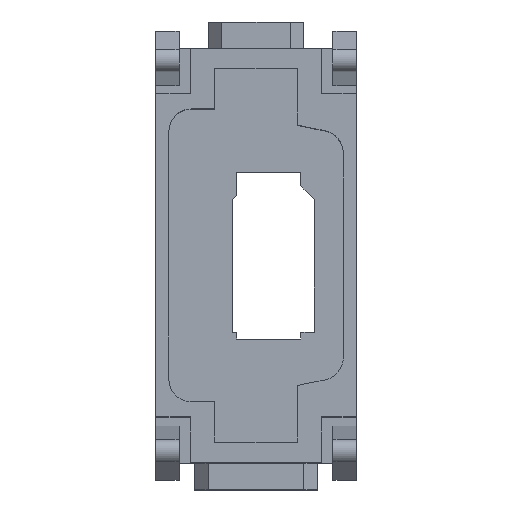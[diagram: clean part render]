
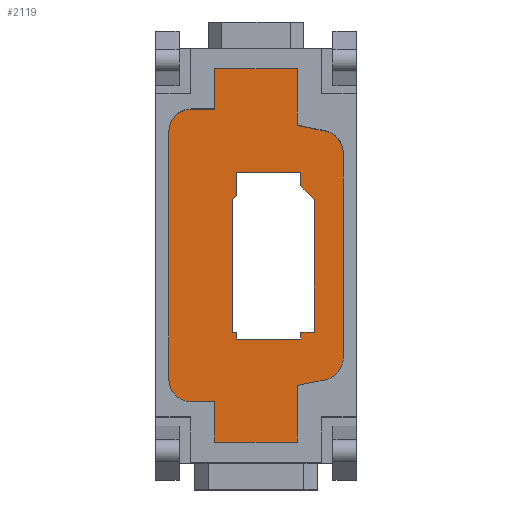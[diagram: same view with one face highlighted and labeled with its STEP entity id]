
A CAD part, top view. The second image highlights one B-rep face of the part: STEP entity #2119.
In plain terms, the highlighted planar face has unit normal (0, 0, 1).
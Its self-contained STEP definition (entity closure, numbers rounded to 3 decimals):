
#2119=ADVANCED_FACE('',(#2649,#2650),#2403,.F.);
#2403=PLANE('',#8434);
#2649=FACE_BOUND('',#2748,.T.);
#2650=FACE_BOUND('',#2749,.T.);
#2748=EDGE_LOOP('',(#3336,#3337,#3338,#3339,#3340,#3341,#3342,#3343,#3344,
#3345,#3346,#3347));
#2749=EDGE_LOOP('',(#3348,#3349,#3350,#3351,#3352,#3353,#3354,#3355,#3356,
#3357,#3358,#3359,#3360,#3361,#3362,#3363));
#3336=ORIENTED_EDGE('',*,*,#5374,.F.);
#3337=ORIENTED_EDGE('',*,*,#5375,.F.);
#3338=ORIENTED_EDGE('',*,*,#5376,.F.);
#3339=ORIENTED_EDGE('',*,*,#5377,.F.);
#3340=ORIENTED_EDGE('',*,*,#5378,.F.);
#3341=ORIENTED_EDGE('',*,*,#5379,.F.);
#3342=ORIENTED_EDGE('',*,*,#5380,.F.);
#3343=ORIENTED_EDGE('',*,*,#5381,.F.);
#3344=ORIENTED_EDGE('',*,*,#5382,.F.);
#3345=ORIENTED_EDGE('',*,*,#5383,.F.);
#3346=ORIENTED_EDGE('',*,*,#5384,.F.);
#3347=ORIENTED_EDGE('',*,*,#5385,.F.);
#3348=ORIENTED_EDGE('',*,*,#5327,.F.);
#3349=ORIENTED_EDGE('',*,*,#5331,.F.);
#3350=ORIENTED_EDGE('',*,*,#5334,.T.);
#3351=ORIENTED_EDGE('',*,*,#5337,.T.);
#3352=ORIENTED_EDGE('',*,*,#5371,.T.);
#3353=ORIENTED_EDGE('',*,*,#5369,.F.);
#3354=ORIENTED_EDGE('',*,*,#5364,.T.);
#3355=ORIENTED_EDGE('',*,*,#5340,.T.);
#3356=ORIENTED_EDGE('',*,*,#5344,.T.);
#3357=ORIENTED_EDGE('',*,*,#5347,.F.);
#3358=ORIENTED_EDGE('',*,*,#5350,.T.);
#3359=ORIENTED_EDGE('',*,*,#5353,.T.);
#3360=ORIENTED_EDGE('',*,*,#5363,.T.);
#3361=ORIENTED_EDGE('',*,*,#5361,.F.);
#3362=ORIENTED_EDGE('',*,*,#5356,.F.);
#3363=ORIENTED_EDGE('',*,*,#5372,.T.);
#4770=VERTEX_POINT('',#10768);
#4772=VERTEX_POINT('',#10771);
#4775=VERTEX_POINT('',#10778);
#4777=VERTEX_POINT('',#10784);
#4778=VERTEX_POINT('',#10789);
#4780=VERTEX_POINT('',#10795);
#4782=VERTEX_POINT('',#10798);
#4784=VERTEX_POINT('',#10804);
#4787=VERTEX_POINT('',#10811);
#4788=VERTEX_POINT('',#10816);
#4790=VERTEX_POINT('',#10822);
#4793=VERTEX_POINT('',#10829);
#4794=VERTEX_POINT('',#10831);
#4796=VERTEX_POINT('',#10837);
#4798=VERTEX_POINT('',#10846);
#4800=VERTEX_POINT('',#10852);
#4802=VERTEX_POINT('',#10864);
#4803=VERTEX_POINT('',#10865);
#4804=VERTEX_POINT('',#10867);
#4805=VERTEX_POINT('',#10869);
#4806=VERTEX_POINT('',#10871);
#4807=VERTEX_POINT('',#10873);
#4808=VERTEX_POINT('',#10875);
#4809=VERTEX_POINT('',#10877);
#4810=VERTEX_POINT('',#10879);
#4811=VERTEX_POINT('',#10881);
#4812=VERTEX_POINT('',#10883);
#4813=VERTEX_POINT('',#10885);
#5327=EDGE_CURVE('',#4770,#4772,#5960,.T.);
#5331=EDGE_CURVE('',#4775,#4770,#6502,.T.);
#5334=EDGE_CURVE('',#4775,#4777,#5962,.T.);
#5337=EDGE_CURVE('',#4777,#4778,#6506,.T.);
#5340=EDGE_CURVE('',#4782,#4780,#6509,.T.);
#5344=EDGE_CURVE('',#4780,#4784,#5964,.T.);
#5347=EDGE_CURVE('',#4787,#4784,#6514,.T.);
#5350=EDGE_CURVE('',#4787,#4788,#5966,.T.);
#5353=EDGE_CURVE('',#4788,#4790,#6518,.T.);
#5356=EDGE_CURVE('',#4793,#4794,#6521,.T.);
#5361=EDGE_CURVE('',#4794,#4796,#6526,.T.);
#5363=EDGE_CURVE('',#4790,#4796,#6528,.T.);
#5364=EDGE_CURVE('',#4798,#4782,#6529,.T.);
#5369=EDGE_CURVE('',#4798,#4800,#6534,.T.);
#5371=EDGE_CURVE('',#4778,#4800,#6536,.T.);
#5372=EDGE_CURVE('',#4793,#4772,#6537,.T.);
#5374=EDGE_CURVE('',#4802,#4803,#6539,.T.);
#5375=EDGE_CURVE('',#4804,#4802,#6540,.T.);
#5376=EDGE_CURVE('',#4805,#4804,#6541,.T.);
#5377=EDGE_CURVE('',#4806,#4805,#6542,.T.);
#5378=EDGE_CURVE('',#4807,#4806,#6543,.T.);
#5379=EDGE_CURVE('',#4808,#4807,#6544,.T.);
#5380=EDGE_CURVE('',#4809,#4808,#6545,.T.);
#5381=EDGE_CURVE('',#4810,#4809,#6546,.T.);
#5382=EDGE_CURVE('',#4811,#4810,#6547,.T.);
#5383=EDGE_CURVE('',#4812,#4811,#6548,.T.);
#5384=EDGE_CURVE('',#4813,#4812,#6549,.T.);
#5385=EDGE_CURVE('',#4803,#4813,#6550,.T.);
#5960=CIRCLE('',#8410,1.65);
#5962=CIRCLE('',#8414,1.65);
#5964=CIRCLE('',#8419,1.65);
#5966=CIRCLE('',#8423,1.65);
#6502=LINE('',#10779,#7316);
#6506=LINE('',#10791,#7320);
#6509=LINE('',#10797,#7323);
#6514=LINE('',#10812,#7328);
#6518=LINE('',#10824,#7332);
#6521=LINE('',#10830,#7335);
#6526=LINE('',#10840,#7340);
#6528=LINE('',#10843,#7342);
#6529=LINE('',#10845,#7343);
#6534=LINE('',#10855,#7348);
#6536=LINE('',#10858,#7350);
#6537=LINE('',#10860,#7351);
#6539=LINE('',#10863,#7353);
#6540=LINE('',#10866,#7354);
#6541=LINE('',#10868,#7355);
#6542=LINE('',#10870,#7356);
#6543=LINE('',#10872,#7357);
#6544=LINE('',#10874,#7358);
#6545=LINE('',#10876,#7359);
#6546=LINE('',#10878,#7360);
#6547=LINE('',#10880,#7361);
#6548=LINE('',#10882,#7362);
#6549=LINE('',#10884,#7363);
#6550=LINE('',#10886,#7364);
#7316=VECTOR('',#9071,1.);
#7320=VECTOR('',#9083,1.);
#7323=VECTOR('',#9088,1.);
#7328=VECTOR('',#9101,1.);
#7332=VECTOR('',#9113,1.);
#7335=VECTOR('',#9118,1.);
#7340=VECTOR('',#9125,1.);
#7342=VECTOR('',#9129,1.);
#7343=VECTOR('',#9132,1.);
#7348=VECTOR('',#9139,1.);
#7350=VECTOR('',#9143,1.);
#7351=VECTOR('',#9146,1.);
#7353=VECTOR('',#9150,1.);
#7354=VECTOR('',#9151,1.);
#7355=VECTOR('',#9152,1.);
#7356=VECTOR('',#9153,1.);
#7357=VECTOR('',#9154,1.);
#7358=VECTOR('',#9155,1.);
#7359=VECTOR('',#9156,1.);
#7360=VECTOR('',#9157,1.);
#7361=VECTOR('',#9158,1.);
#7362=VECTOR('',#9159,1.);
#7363=VECTOR('',#9160,1.);
#7364=VECTOR('',#9161,1.);
#8410=AXIS2_PLACEMENT_3D('',#10770,#9063,#9064);
#8414=AXIS2_PLACEMENT_3D('',#10785,#9076,#9077);
#8419=AXIS2_PLACEMENT_3D('',#10806,#9094,#9095);
#8423=AXIS2_PLACEMENT_3D('',#10818,#9106,#9107);
#8434=AXIS2_PLACEMENT_3D('',#10887,#9162,#9163);
#9063=DIRECTION('',(0.,0.,-1.));
#9064=DIRECTION('',(-1.,0.,0.));
#9071=DIRECTION('',(0.,1.,0.));
#9076=DIRECTION('',(0.,0.,1.));
#9077=DIRECTION('',(-1.,0.,0.));
#9083=DIRECTION('',(1.,0.,0.));
#9088=DIRECTION('',(0.98,0.199,0.));
#9094=DIRECTION('',(0.,0.,1.));
#9095=DIRECTION('',(0.199,-0.98,0.));
#9101=DIRECTION('',(0.,-1.,0.));
#9106=DIRECTION('',(0.,0.,1.));
#9107=DIRECTION('',(1.,0.,0.));
#9113=DIRECTION('',(-0.98,0.199,0.));
#9118=DIRECTION('',(0.,1.,0.));
#9125=DIRECTION('',(1.,0.,0.));
#9129=DIRECTION('',(0.,1.,0.));
#9132=DIRECTION('',(0.,1.,0.));
#9139=DIRECTION('',(-1.,0.,0.));
#9143=DIRECTION('',(0.,-1.,0.));
#9146=DIRECTION('',(-1.,0.,0.));
#9150=DIRECTION('',(0.,-1.,0.));
#9151=DIRECTION('',(-1.,0.,0.));
#9152=DIRECTION('',(0.,1.,0.));
#9153=DIRECTION('',(-0.707,0.707,0.));
#9154=DIRECTION('',(0.,1.,0.));
#9155=DIRECTION('',(1.,0.,0.));
#9156=DIRECTION('',(0.,1.,0.));
#9157=DIRECTION('',(1.,0.,0.));
#9158=DIRECTION('',(0.,-1.,0.));
#9159=DIRECTION('',(1.,0.,0.));
#9160=DIRECTION('',(0.,-1.,0.));
#9161=DIRECTION('',(-0.707,-0.707,0.));
#9162=DIRECTION('',(0.,0.,-1.));
#9163=DIRECTION('',(-1.,0.,0.));
#10768=CARTESIAN_POINT('',(-6.375,9.05,17.5));
#10770=CARTESIAN_POINT('',(-4.725,9.05,17.5));
#10771=CARTESIAN_POINT('',(-4.725,10.7,17.5));
#10778=CARTESIAN_POINT('',(-6.375,-9.05,17.5));
#10779=CARTESIAN_POINT('',(-6.375,-9.05,17.5));
#10784=CARTESIAN_POINT('',(-4.725,-10.7,17.5));
#10785=CARTESIAN_POINT('',(-4.725,-9.05,17.5));
#10789=CARTESIAN_POINT('',(-3.025,-10.7,17.5));
#10791=CARTESIAN_POINT('',(-4.725,-10.7,17.5));
#10795=CARTESIAN_POINT('',(5.054,-9.1,17.5));
#10797=CARTESIAN_POINT('',(3.025,-9.513,17.5));
#10798=CARTESIAN_POINT('',(3.025,-9.513,17.5));
#10804=CARTESIAN_POINT('',(6.375,-7.483,17.5));
#10806=CARTESIAN_POINT('',(4.725,-7.483,17.5));
#10811=CARTESIAN_POINT('',(6.375,7.483,17.5));
#10812=CARTESIAN_POINT('',(6.375,7.483,17.5));
#10816=CARTESIAN_POINT('',(5.054,9.1,17.5));
#10818=CARTESIAN_POINT('',(4.725,7.483,17.5));
#10822=CARTESIAN_POINT('',(3.025,9.513,17.5));
#10824=CARTESIAN_POINT('',(5.054,9.1,17.5));
#10829=CARTESIAN_POINT('',(-3.025,10.7,17.5));
#10830=CARTESIAN_POINT('',(-3.025,10.7,17.5));
#10831=CARTESIAN_POINT('',(-3.025,13.65,17.5));
#10837=CARTESIAN_POINT('',(3.025,13.65,17.5));
#10840=CARTESIAN_POINT('',(-3.025,13.65,17.5));
#10843=CARTESIAN_POINT('',(3.025,9.513,17.5));
#10845=CARTESIAN_POINT('',(3.025,-13.65,17.5));
#10846=CARTESIAN_POINT('',(3.025,-13.65,17.5));
#10852=CARTESIAN_POINT('',(-3.025,-13.65,17.5));
#10855=CARTESIAN_POINT('',(3.025,-13.65,17.5));
#10858=CARTESIAN_POINT('',(-3.025,-10.7,17.5));
#10860=CARTESIAN_POINT('',(-3.025,10.7,17.5));
#10863=CARTESIAN_POINT('',(-1.425,6.1,17.5));
#10864=CARTESIAN_POINT('',(-1.425,6.1,17.5));
#10865=CARTESIAN_POINT('',(-1.425,4.4,17.5));
#10866=CARTESIAN_POINT('',(3.275,6.1,17.5));
#10867=CARTESIAN_POINT('',(3.275,6.1,17.5));
#10868=CARTESIAN_POINT('',(3.275,5.1,17.5));
#10869=CARTESIAN_POINT('',(3.275,5.1,17.5));
#10870=CARTESIAN_POINT('',(4.275,4.1,17.5));
#10871=CARTESIAN_POINT('',(4.275,4.1,17.5));
#10872=CARTESIAN_POINT('',(4.275,-5.6,17.5));
#10873=CARTESIAN_POINT('',(4.275,-5.6,17.5));
#10874=CARTESIAN_POINT('',(3.275,-5.6,17.5));
#10875=CARTESIAN_POINT('',(3.275,-5.6,17.5));
#10876=CARTESIAN_POINT('',(3.275,-6.1,17.5));
#10877=CARTESIAN_POINT('',(3.275,-6.1,17.5));
#10878=CARTESIAN_POINT('',(-1.425,-6.1,17.5));
#10879=CARTESIAN_POINT('',(-1.425,-6.1,17.5));
#10880=CARTESIAN_POINT('',(-1.425,-5.6,17.5));
#10881=CARTESIAN_POINT('',(-1.425,-5.6,17.5));
#10882=CARTESIAN_POINT('',(-1.725,-5.6,17.5));
#10883=CARTESIAN_POINT('',(-1.725,-5.6,17.5));
#10884=CARTESIAN_POINT('',(-1.725,4.1,17.5));
#10885=CARTESIAN_POINT('',(-1.725,4.1,17.5));
#10886=CARTESIAN_POINT('',(-1.425,4.4,17.5));
#10887=CARTESIAN_POINT('',(7.012,-15.015,17.5));
